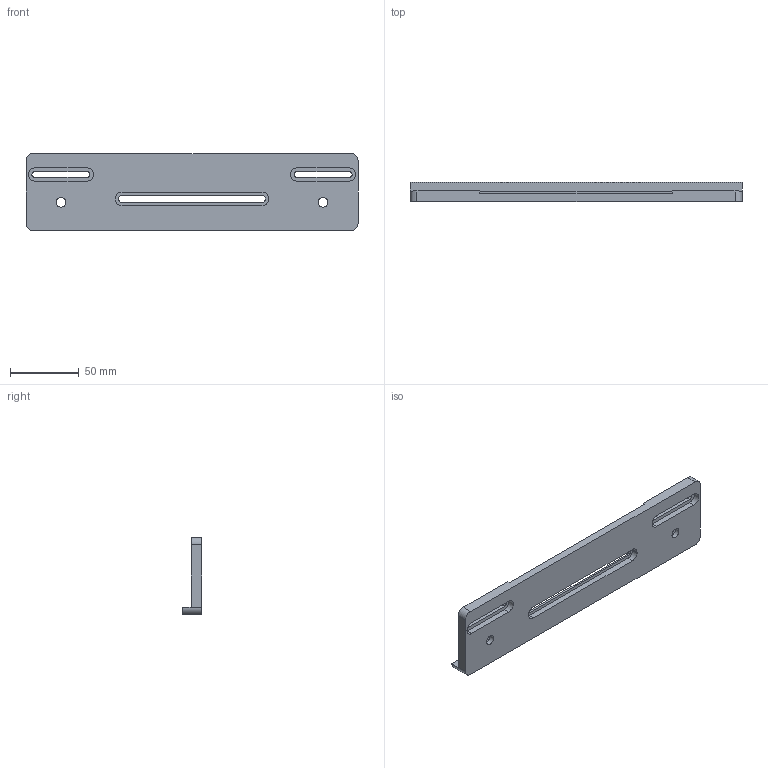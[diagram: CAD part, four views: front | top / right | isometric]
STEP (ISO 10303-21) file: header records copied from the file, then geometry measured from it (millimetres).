
FILE_DESCRIPTION(/* description */ (''),/* implementation_level */ '2;1');
FILE_NAME(/* name */ 'ResonantMount v6.step',/* time_stamp */ '2021-10-28T11:06:22-04:00',/* author */ (''),/* organization */ (''),/* preprocessor_version */ 'ST-DEVELOPER v18.1',/* originating_system */ 'Autodesk Translation Framework v10.9.0.1377',/* authorisation */ '');
FILE_SCHEMA (('AUTOMOTIVE_DESIGN { 1 0 10303 214 3 1 1 }'));
Length unit declared in the file: inch
Products named in the file (1): ResonantMount
Bounding box: 241.3 x 13.97 x 55.88 mm (x, y, z)
Volume: 86644.8 mm3; surface area: 36034.7 mm2
Topology: 1 solids, 1 shells, 63 faces, 166 edges, 110 vertices
Faces by surface type: plane 35, cylinder 28
Full cylindrical faces by diameter (mm): 7.137 x2, 11.125 x2
Entity records: 2015 total; most frequent: DIRECTION 350, CARTESIAN_POINT 340, ORIENTED_EDGE 332, EDGE_CURVE 166, AXIS2_PLACEMENT_3D 120, LINE 110, VECTOR 110, VERTEX_POINT 110
